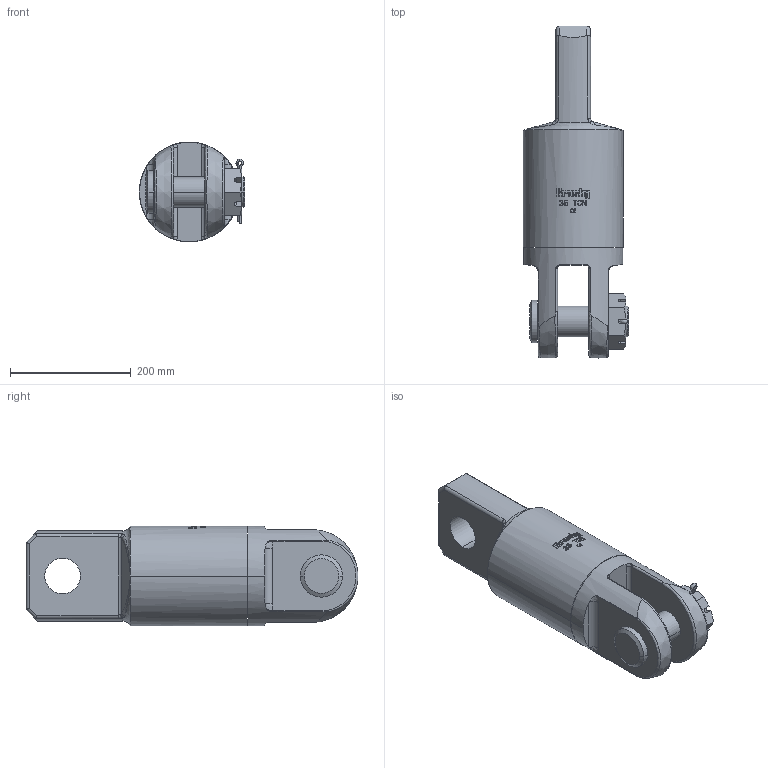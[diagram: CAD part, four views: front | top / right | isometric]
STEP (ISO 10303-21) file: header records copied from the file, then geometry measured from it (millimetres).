
FILE_DESCRIPTION((''),'2;1');
FILE_NAME('CROSBY_SWIVEL_35-S-4_0298243','2010-02-25T',('Alan Doughty'),('The Crosby Group, Inc.'),'PRO/ENGINEER BY PARAMETRIC TECHNOLOGY CORPORATION, 2009360','PRO/ENGINEER BY PARAMETRIC TECHNOLOGY CORPORATION, 2009360','');
FILE_SCHEMA(('CONFIG_CONTROL_DESIGN'));
Length unit declared in the file: inch
Products named in the file (1): CROSBY_SWIVEL_35-S-4_0298243
Bounding box: 174.16 x 549.19 x 165.1 mm (x, y, z)
Volume: 6858059.6 mm3; surface area: 494833.2 mm2
Topology: 5 solids, 5 shells, 479 faces, 1264 edges, 821 vertices
Faces by surface type: plane 294, cylinder 98, bspline 37, cone 28, torus 20, sphere 2
Entity records: 19524 total; most frequent: CARTESIAN_POINT 8260, ORIENTED_EDGE 2524, DIRECTION 2076, EDGE_CURVE 1262, VERTEX_POINT 821, AXIS2_PLACEMENT_3D 766, VECTOR 544, LINE 544
